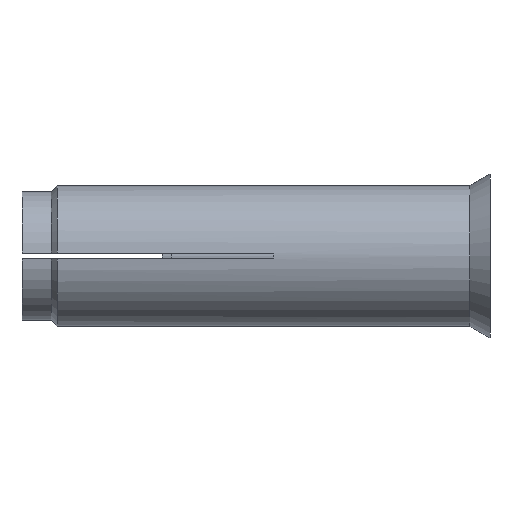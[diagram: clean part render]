
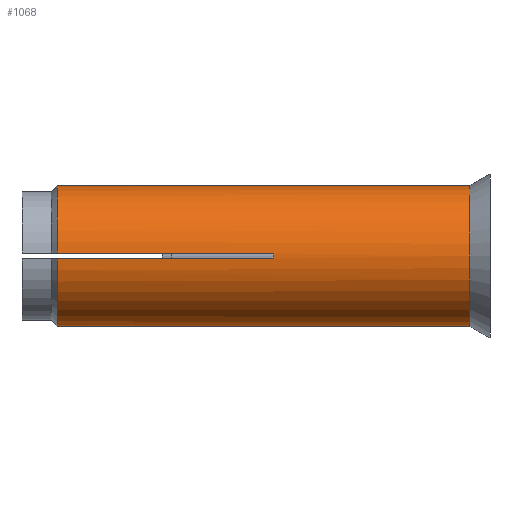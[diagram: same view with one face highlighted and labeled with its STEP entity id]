
A CAD part, front view. The second image highlights one B-rep face of the part: STEP entity #1068.
In plain terms, the highlighted cylindrical face has radius 6 mm (diameter 12 mm), a full revolution.
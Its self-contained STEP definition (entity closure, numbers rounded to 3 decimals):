
#4 = LINE ( 'NONE', #12, #650 ) ;
#9 = CARTESIAN_POINT ( 'NONE',  ( -37., 0.25, -5.995 ) ) ;
#12 = CARTESIAN_POINT ( 'NONE',  ( 0., 5.995, -0.25 ) ) ;
#28 = CARTESIAN_POINT ( 'NONE',  ( -18.5, -0.25, 5.995 ) ) ;
#40 = ORIENTED_EDGE ( 'NONE', *, *, #862, .T. ) ;
#43 = CARTESIAN_POINT ( 'NONE',  ( -18.5, 0., 0. ) ) ;
#59 = VERTEX_POINT ( 'NONE', #1218 ) ;
#64 = CARTESIAN_POINT ( 'NONE',  ( -18.5, 5.995, -0.25 ) ) ;
#70 = LINE ( 'NONE', #575, #1020 ) ;
#73 = LINE ( 'NONE', #326, #449 ) ;
#93 = EDGE_CURVE ( 'NONE', #1152, #487, #1470, .T. ) ;
#123 = DIRECTION ( 'NONE',  ( 1., 0., 0. ) ) ;
#138 = ORIENTED_EDGE ( 'NONE', *, *, #788, .T. ) ;
#142 = VERTEX_POINT ( 'NONE', #9 ) ;
#157 = DIRECTION ( 'NONE',  ( 1., 0., 0. ) ) ;
#185 = EDGE_CURVE ( 'NONE', #142, #358, #335, .T. ) ;
#199 = CARTESIAN_POINT ( 'NONE',  ( -1.732, 0., 6. ) ) ;
#205 = VECTOR ( 'NONE', #667, 1000. ) ;
#217 = CARTESIAN_POINT ( 'NONE',  ( -37., 0., 0. ) ) ;
#221 = EDGE_CURVE ( 'NONE', #489, #392, #231, .T. ) ;
#231 = CIRCLE ( 'NONE', #858, 6. ) ;
#249 = ORIENTED_EDGE ( 'NONE', *, *, #1532, .T. ) ;
#257 = AXIS2_PLACEMENT_3D ( 'NONE', #1240, #123, #979 ) ;
#272 = EDGE_LOOP ( 'NONE', ( #331, #1404, #40, #535, #458, #138, #1123, #1035, #1551, #1180, #1289, #249, #1526, #386, #855, #529 ) ) ;
#283 = DIRECTION ( 'NONE',  ( 0., 0., 1. ) ) ;
#298 = EDGE_CURVE ( 'NONE', #1553, #1152, #418, .T. ) ;
#326 = CARTESIAN_POINT ( 'NONE',  ( 0., 0.25, -5.995 ) ) ;
#328 = CARTESIAN_POINT ( 'NONE',  ( 0., 0.25, 5.995 ) ) ;
#331 = ORIENTED_EDGE ( 'NONE', *, *, #1193, .T. ) ;
#335 = CIRCLE ( 'NONE', #257, 6. ) ;
#358 = VERTEX_POINT ( 'NONE', #794 ) ;
#360 = VECTOR ( 'NONE', #1017, 1000. ) ;
#368 = FACE_OUTER_BOUND ( 'NONE', #272, .T. ) ;
#386 = ORIENTED_EDGE ( 'NONE', *, *, #807, .T. ) ;
#392 = VERTEX_POINT ( 'NONE', #534 ) ;
#403 = VERTEX_POINT ( 'NONE', #1151 ) ;
#404 = CARTESIAN_POINT ( 'NONE',  ( -18.5, 0., 0. ) ) ;
#418 = CIRCLE ( 'NONE', #1536, 6. ) ;
#421 = CARTESIAN_POINT ( 'NONE',  ( -37., -0.25, -5.995 ) ) ;
#441 = VECTOR ( 'NONE', #1118, 1000. ) ;
#449 = VECTOR ( 'NONE', #682, 1000. ) ;
#454 = DIRECTION ( 'NONE',  ( 0., 0., 1. ) ) ;
#458 = ORIENTED_EDGE ( 'NONE', *, *, #1515, .T. ) ;
#487 = VERTEX_POINT ( 'NONE', #1608 ) ;
#489 = VERTEX_POINT ( 'NONE', #1082 ) ;
#497 = DIRECTION ( 'NONE',  ( -1., 0., 0. ) ) ;
#510 = CARTESIAN_POINT ( 'NONE',  ( -18.5, -5.995, -0.25 ) ) ;
#511 = EDGE_CURVE ( 'NONE', #698, #698, #1616, .T. ) ;
#529 = ORIENTED_EDGE ( 'NONE', *, *, #1111, .T. ) ;
#532 = DIRECTION ( 'NONE',  ( 0., 0., 1. ) ) ;
#534 = CARTESIAN_POINT ( 'NONE',  ( -18.5, 0.25, -5.995 ) ) ;
#535 = ORIENTED_EDGE ( 'NONE', *, *, #185, .T. ) ;
#550 = AXIS2_PLACEMENT_3D ( 'NONE', #43, #157, #532 ) ;
#575 = CARTESIAN_POINT ( 'NONE',  ( 0., -5.995, 0.25 ) ) ;
#617 = CIRCLE ( 'NONE', #784, 6. ) ;
#621 = AXIS2_PLACEMENT_3D ( 'NONE', #778, #760, #648 ) ;
#632 = VERTEX_POINT ( 'NONE', #1107 ) ;
#648 = DIRECTION ( 'NONE',  ( 0., 0., 1. ) ) ;
#650 = VECTOR ( 'NONE', #748, 1000. ) ;
#651 = AXIS2_PLACEMENT_3D ( 'NONE', #404, #881, #1560 ) ;
#667 = DIRECTION ( 'NONE',  ( -1., 0., 0. ) ) ;
#677 = CARTESIAN_POINT ( 'NONE',  ( -18.5, 5.995, 0.25 ) ) ;
#682 = DIRECTION ( 'NONE',  ( -1., 0., 0. ) ) ;
#698 = VERTEX_POINT ( 'NONE', #199 ) ;
#715 = DIRECTION ( 'NONE',  ( 1., 0., 0. ) ) ;
#735 = VERTEX_POINT ( 'NONE', #28 ) ;
#739 = CARTESIAN_POINT ( 'NONE',  ( -18.5, 0., 0. ) ) ;
#748 = DIRECTION ( 'NONE',  ( 1., 0., 0. ) ) ;
#757 = VECTOR ( 'NONE', #1224, 1000. ) ;
#760 = DIRECTION ( 'NONE',  ( 1., 0., 0. ) ) ;
#763 = CARTESIAN_POINT ( 'NONE',  ( -37., 0.25, 5.995 ) ) ;
#771 = CARTESIAN_POINT ( 'NONE',  ( 0., -0.25, 5.995 ) ) ;
#775 = DIRECTION ( 'NONE',  ( 1., 0., 0. ) ) ;
#778 = CARTESIAN_POINT ( 'NONE',  ( -37., 0., 0. ) ) ;
#784 = AXIS2_PLACEMENT_3D ( 'NONE', #217, #715, #1493 ) ;
#787 = AXIS2_PLACEMENT_3D ( 'NONE', #1330, #1223, #454 ) ;
#788 = EDGE_CURVE ( 'NONE', #1328, #1336, #1134, .T. ) ;
#794 = CARTESIAN_POINT ( 'NONE',  ( -37., 5.995, -0.25 ) ) ;
#799 = VERTEX_POINT ( 'NONE', #421 ) ;
#807 = EDGE_CURVE ( 'NONE', #403, #1485, #996, .T. ) ;
#830 = LINE ( 'NONE', #1343, #205 ) ;
#842 = DIRECTION ( 'NONE',  ( 1., 0., 0. ) ) ;
#855 = ORIENTED_EDGE ( 'NONE', *, *, #1410, .T. ) ;
#858 = AXIS2_PLACEMENT_3D ( 'NONE', #739, #1249, #1635 ) ;
#862 = EDGE_CURVE ( 'NONE', #392, #142, #73, .T. ) ;
#866 = CYLINDRICAL_SURFACE ( 'NONE', #1158, 6. ) ;
#881 = DIRECTION ( 'NONE',  ( 1., 0., 0. ) ) ;
#891 = CARTESIAN_POINT ( 'NONE',  ( -37., -5.995, -0.25 ) ) ;
#969 = CARTESIAN_POINT ( 'NONE',  ( 0., 0., 0. ) ) ;
#979 = DIRECTION ( 'NONE',  ( 0., 0., 1. ) ) ;
#984 = EDGE_LOOP ( 'NONE', ( #1519 ) ) ;
#996 = CIRCLE ( 'NONE', #550, 6. ) ;
#1017 = DIRECTION ( 'NONE',  ( 1., 0., 0. ) ) ;
#1020 = VECTOR ( 'NONE', #1085, 1000. ) ;
#1035 = ORIENTED_EDGE ( 'NONE', *, *, #298, .T. ) ;
#1065 = EDGE_CURVE ( 'NONE', #487, #735, #1396, .T. ) ;
#1068 = ADVANCED_FACE ( 'NONE', ( #1500, #368 ), #866, .T. ) ;
#1082 = CARTESIAN_POINT ( 'NONE',  ( -18.5, -0.25, -5.995 ) ) ;
#1085 = DIRECTION ( 'NONE',  ( 1., 0., 0. ) ) ;
#1107 = CARTESIAN_POINT ( 'NONE',  ( -37., -0.25, 5.995 ) ) ;
#1111 = EDGE_CURVE ( 'NONE', #1257, #799, #617, .T. ) ;
#1118 = DIRECTION ( 'NONE',  ( -1., 0., 0. ) ) ;
#1123 = ORIENTED_EDGE ( 'NONE', *, *, #1398, .T. ) ;
#1128 = CARTESIAN_POINT ( 'NONE',  ( -18.5, 0., 0. ) ) ;
#1129 = AXIS2_PLACEMENT_3D ( 'NONE', #1128, #842, #1626 ) ;
#1134 = CIRCLE ( 'NONE', #651, 6. ) ;
#1139 = LINE ( 'NONE', #1394, #360 ) ;
#1151 = CARTESIAN_POINT ( 'NONE',  ( -18.5, -5.995, 0.25 ) ) ;
#1152 = VERTEX_POINT ( 'NONE', #763 ) ;
#1158 = AXIS2_PLACEMENT_3D ( 'NONE', #969, #497, #1380 ) ;
#1180 = ORIENTED_EDGE ( 'NONE', *, *, #1065, .T. ) ;
#1193 = EDGE_CURVE ( 'NONE', #799, #489, #1139, .T. ) ;
#1201 = EDGE_CURVE ( 'NONE', #735, #632, #1407, .T. ) ;
#1218 = CARTESIAN_POINT ( 'NONE',  ( -37., -5.995, 0.25 ) ) ;
#1223 = DIRECTION ( 'NONE',  ( -1., 0., 0. ) ) ;
#1224 = DIRECTION ( 'NONE',  ( 1., 0., 0. ) ) ;
#1233 = VECTOR ( 'NONE', #1552, 1000. ) ;
#1240 = CARTESIAN_POINT ( 'NONE',  ( -37., 0., 0. ) ) ;
#1249 = DIRECTION ( 'NONE',  ( 1., 0., 0. ) ) ;
#1251 = LINE ( 'NONE', #1507, #441 ) ;
#1257 = VERTEX_POINT ( 'NONE', #891 ) ;
#1266 = CIRCLE ( 'NONE', #621, 6. ) ;
#1289 = ORIENTED_EDGE ( 'NONE', *, *, #1201, .T. ) ;
#1328 = VERTEX_POINT ( 'NONE', #64 ) ;
#1330 = CARTESIAN_POINT ( 'NONE',  ( -1.732, 0., 0. ) ) ;
#1336 = VERTEX_POINT ( 'NONE', #677 ) ;
#1343 = CARTESIAN_POINT ( 'NONE',  ( 0., 5.995, 0.25 ) ) ;
#1365 = EDGE_CURVE ( 'NONE', #59, #403, #70, .T. ) ;
#1380 = DIRECTION ( 'NONE',  ( 0., 0., 1. ) ) ;
#1394 = CARTESIAN_POINT ( 'NONE',  ( 0., -0.25, -5.995 ) ) ;
#1396 = CIRCLE ( 'NONE', #1129, 6. ) ;
#1398 = EDGE_CURVE ( 'NONE', #1336, #1553, #830, .T. ) ;
#1404 = ORIENTED_EDGE ( 'NONE', *, *, #221, .T. ) ;
#1407 = LINE ( 'NONE', #771, #1233 ) ;
#1410 = EDGE_CURVE ( 'NONE', #1485, #1257, #1251, .T. ) ;
#1470 = LINE ( 'NONE', #328, #757 ) ;
#1485 = VERTEX_POINT ( 'NONE', #510 ) ;
#1493 = DIRECTION ( 'NONE',  ( 0., 0., 1. ) ) ;
#1500 = FACE_OUTER_BOUND ( 'NONE', #984, .T. ) ;
#1507 = CARTESIAN_POINT ( 'NONE',  ( 0., -5.995, -0.25 ) ) ;
#1515 = EDGE_CURVE ( 'NONE', #358, #1328, #4, .T. ) ;
#1519 = ORIENTED_EDGE ( 'NONE', *, *, #511, .T. ) ;
#1526 = ORIENTED_EDGE ( 'NONE', *, *, #1365, .T. ) ;
#1532 = EDGE_CURVE ( 'NONE', #632, #59, #1266, .T. ) ;
#1536 = AXIS2_PLACEMENT_3D ( 'NONE', #1540, #775, #283 ) ;
#1540 = CARTESIAN_POINT ( 'NONE',  ( -37., 0., 0. ) ) ;
#1550 = CARTESIAN_POINT ( 'NONE',  ( -37., 5.995, 0.25 ) ) ;
#1551 = ORIENTED_EDGE ( 'NONE', *, *, #93, .T. ) ;
#1552 = DIRECTION ( 'NONE',  ( -1., 0., 0. ) ) ;
#1553 = VERTEX_POINT ( 'NONE', #1550 ) ;
#1560 = DIRECTION ( 'NONE',  ( 0., 0., 1. ) ) ;
#1608 = CARTESIAN_POINT ( 'NONE',  ( -18.5, 0.25, 5.995 ) ) ;
#1616 = CIRCLE ( 'NONE', #787, 6. ) ;
#1626 = DIRECTION ( 'NONE',  ( 0., 0., 1. ) ) ;
#1635 = DIRECTION ( 'NONE',  ( 0., 0., 1. ) ) ;
